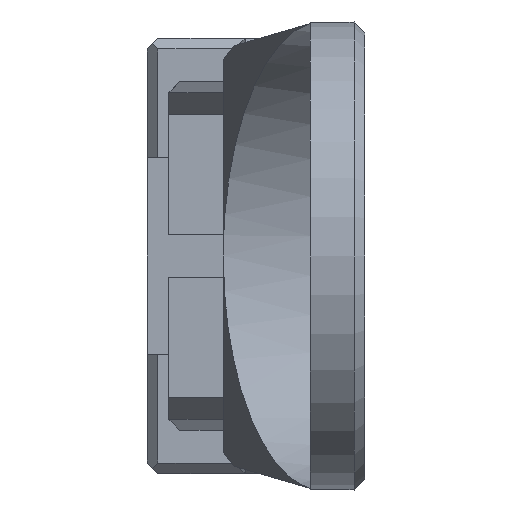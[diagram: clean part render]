
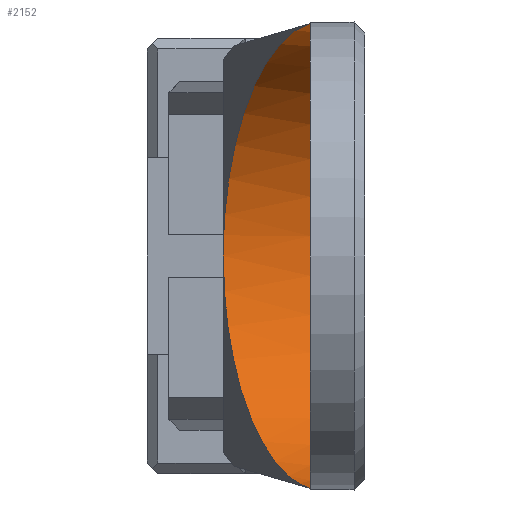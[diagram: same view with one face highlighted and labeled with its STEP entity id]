
A CAD part, left-side view. The second image highlights one B-rep face of the part: STEP entity #2152.
In plain terms, the highlighted cylindrical face has radius 10.75 mm (diameter 21.5 mm), a partial arc.
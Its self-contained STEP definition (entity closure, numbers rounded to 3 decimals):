
#15=ELLIPSE('',#2276,11.676,10.75);
#16=ELLIPSE('',#2278,11.676,10.75);
#22=CYLINDRICAL_SURFACE('',#2308,10.75);
#46=CIRCLE('',#2281,10.75);
#190=FACE_OUTER_BOUND('',#331,.T.);
#331=EDGE_LOOP('',(#1915,#1916,#1917));
#891=VERTEX_POINT('',#2911);
#912=VERTEX_POINT('',#2959);
#1014=VERTEX_POINT('',#3265);
#1319=EDGE_CURVE('',#912,#891,#15,.T.);
#1320=EDGE_CURVE('',#891,#1014,#16,.T.);
#1321=EDGE_CURVE('',#912,#1014,#46,.T.);
#1915=ORIENTED_EDGE('',*,*,#1320,.T.);
#1916=ORIENTED_EDGE('',*,*,#1321,.F.);
#1917=ORIENTED_EDGE('',*,*,#1319,.T.);
#2152=ADVANCED_FACE('',(#190),#22,.F.);
#2276=AXIS2_PLACEMENT_3D('',#3392,#2767,#2768);
#2278=AXIS2_PLACEMENT_3D('',#3394,#2771,#2772);
#2281=AXIS2_PLACEMENT_3D('',#3397,#2777,#2778);
#2308=AXIS2_PLACEMENT_3D('',#3449,#2847,#2848);
#2767=DIRECTION('center_axis',(-0.39,0.921,0.));
#2768=DIRECTION('ref_axis',(-0.921,-0.39,0.));
#2771=DIRECTION('center_axis',(-0.39,0.921,0.));
#2772=DIRECTION('ref_axis',(-0.921,-0.39,0.));
#2777=DIRECTION('center_axis',(0.,1.,0.));
#2778=DIRECTION('ref_axis',(-1.,0.,0.));
#2847=DIRECTION('center_axis',(0.,-1.,0.));
#2848=DIRECTION('ref_axis',(1.,0.,0.));
#2911=CARTESIAN_POINT('',(16.75,6.5,-8.));
#2959=CARTESIAN_POINT('',(7.313,2.5,2.669));
#3265=CARTESIAN_POINT('',(7.313,2.5,-18.669));
#3392=CARTESIAN_POINT('Origin',(6.,1.943,-8.));
#3394=CARTESIAN_POINT('Origin',(6.,1.943,-8.));
#3397=CARTESIAN_POINT('Origin',(6.,2.5,-8.));
#3449=CARTESIAN_POINT('Origin',(6.,9.,-8.));
